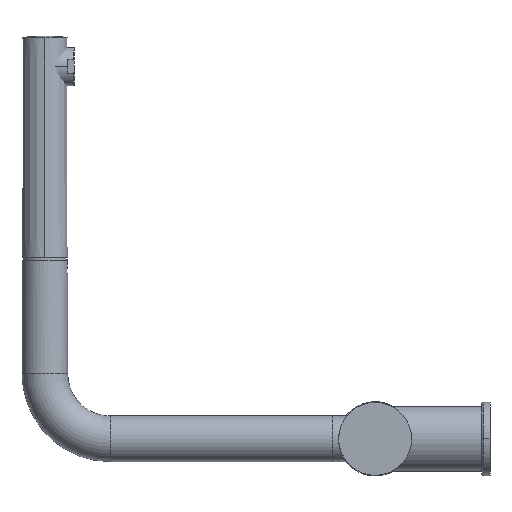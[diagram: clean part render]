
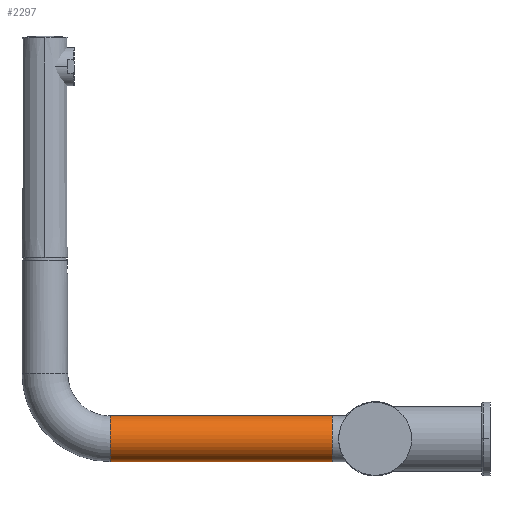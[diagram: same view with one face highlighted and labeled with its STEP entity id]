
A CAD part, left-side view. The second image highlights one B-rep face of the part: STEP entity #2297.
In plain terms, the highlighted cylindrical face has radius 14 mm (diameter 28 mm), a partial arc.
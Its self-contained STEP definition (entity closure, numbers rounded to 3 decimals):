
#2057=DIRECTION('',(0.,1.,0.));
#2058=VECTOR('',#2057,136.);
#2059=CARTESIAN_POINT('',(0.,26.35,14.));
#2060=LINE('',#2059,#2058);
#2061=CARTESIAN_POINT('',(0.,26.35,0.));
#2062=DIRECTION('',(0.,-1.,0.));
#2063=DIRECTION('',(0.,0.,1.));
#2064=AXIS2_PLACEMENT_3D('',#2061,#2062,#2063);
#2066=DIRECTION('',(0.,1.,0.));
#2067=VECTOR('',#2066,136.);
#2068=CARTESIAN_POINT('',(0.,26.35,-14.));
#2069=LINE('',#2068,#2067);
#2070=CARTESIAN_POINT('',(0.,162.35,0.));
#2071=DIRECTION('',(0.,1.,0.));
#2072=DIRECTION('',(0.,0.,-1.));
#2073=AXIS2_PLACEMENT_3D('',#2070,#2071,#2072);
#2217=CARTESIAN_POINT('',(0.,26.35,14.));
#2218=CARTESIAN_POINT('',(0.,26.35,-14.));
#2219=VERTEX_POINT('',#2217);
#2220=VERTEX_POINT('',#2218);
#2221=CARTESIAN_POINT('',(0.,162.35,14.));
#2222=CARTESIAN_POINT('',(0.,162.35,-14.));
#2223=VERTEX_POINT('',#2221);
#2224=VERTEX_POINT('',#2222);
#2284=CARTESIAN_POINT('',(0.,26.35,0.));
#2285=DIRECTION('',(0.,1.,0.));
#2286=DIRECTION('',(0.,0.,1.));
#2287=AXIS2_PLACEMENT_3D('',#2284,#2285,#2286);
#2288=CYLINDRICAL_SURFACE('',#2287,14.);
#2290=ORIENTED_EDGE('',*,*,#2289,.T.);
#2291=ORIENTED_EDGE('',*,*,#2272,.T.);
#2293=ORIENTED_EDGE('',*,*,#2292,.T.);
#2294=ORIENTED_EDGE('',*,*,#2268,.F.);
#2295=EDGE_LOOP('',(#2290,#2291,#2293,#2294));
#2296=FACE_OUTER_BOUND('',#2295,.F.);
#2297=ADVANCED_FACE('',(#2296),#2288,.T.);
#2065=CIRCLE('',#2064,14.);
#2074=CIRCLE('',#2073,14.);
#2268=EDGE_CURVE('',#2219,#2223,#2060,.T.);
#2272=EDGE_CURVE('',#2220,#2224,#2069,.T.);
#2289=EDGE_CURVE('',#2219,#2220,#2065,.T.);
#2292=EDGE_CURVE('',#2224,#2223,#2074,.T.);
